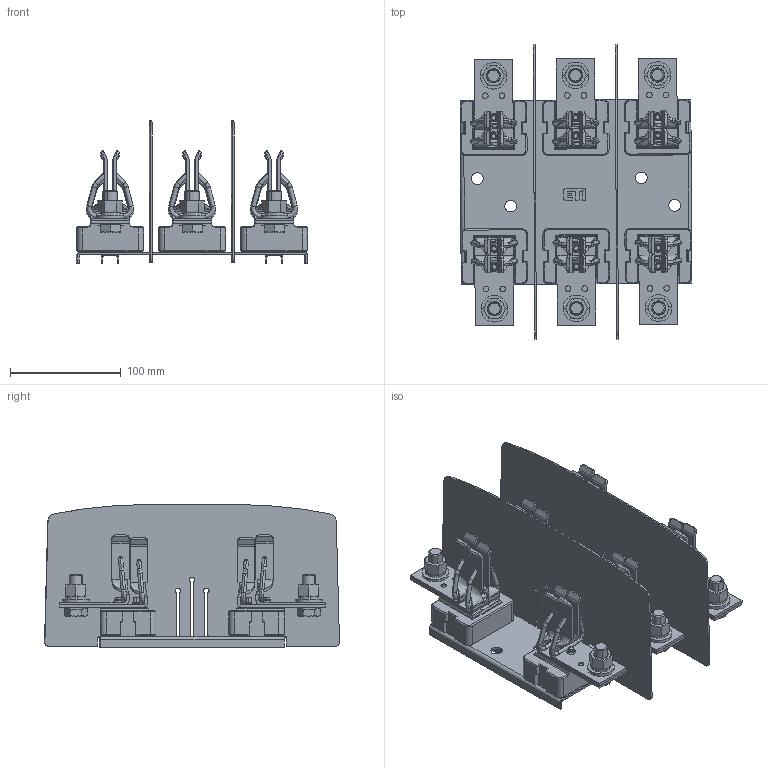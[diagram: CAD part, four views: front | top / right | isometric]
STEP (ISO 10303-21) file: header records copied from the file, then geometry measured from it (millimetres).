
FILE_DESCRIPTION((''),'2;1');
FILE_NAME('123_ASM','2023-10-24T09:45:13',('klemen.sitar'),('Audax d.o.o.'),'CREO PARAMETRIC BY PTC INC, 2021304','CREO PARAMETRIC BY PTC INC, 2021304','');
FILE_SCHEMA(('AP242_MANAGED_MODEL_BASED_3D_ENGINEERING_MIM_LF { 1 0 10303 442 1 1 4 }'));
Products named in the file (30): 0000039231_1_1; BARRIER_1_ASM_1_ASM; 0000032892_AF0_1_1_1_1_1_1_1_2; 0000032892_AF0_1_1_1_2_1_1_1__2; PRT0002_1_1_1_1_1_2; PRT0004; BASE_1_ASM_1_ASM; 0000038658_1_1_1_1_1_1_1_2; 0000038459_1_1_1_1; 0000038462_1_1_1_1; 0000038678_1_1_1_1; 0000032606_1_1_2_3_1_1_1; 0000033927_1_1_1_1_2_1_1; 0000032770_1_1_1_1_2_1_1; 0000032788_1_1_1_1_2_1_1; 0000032765_1_1_1_1_2_1_1; M12_TOP_ASM; TOP_1_ASM_1_ASM; 0000032606_1_1_2_3_1_1; 0000038459_1_1_1; 0000038462_1_1_1; 0000038678_1_1_1; 0000033927_1_1_1_1_2_1; 0000032770_1_1_1_1_2_1; 0000032788_1_1_1_1_2_1; 0000032765_1_1_1_1_2_1; M12_BOT_ASM; BOT_1_ASM_1_ASM; COMBO_ASM_1_ASM; 123_ASM
Assembly tree (37 placements, depth 5):
  123_ASM
    BARRIER_1_ASM_1_ASM
      0000039231_1_1  x2
    BASE_1_ASM_1_ASM
      0000032892_AF0_1_1_1_1_1_1_1_2
      0000032892_AF0_1_1_1_2_1_1_1__2
      PRT0002_1_1_1_1_1_2
      PRT0004
    COMBO_ASM_1_ASM  x3
      TOP_1_ASM_1_ASM
        0000038658_1_1_1_1_1_1_1_2
        0000038459_1_1_1_1
        0000038462_1_1_1_1
        0000038678_1_1_1_1  x2
        0000032606_1_1_2_3_1_1_1  x2
        M12_TOP_ASM
          0000033927_1_1_1_1_2_1_1
          0000032770_1_1_1_1_2_1_1
          0000032788_1_1_1_1_2_1_1
          0000032765_1_1_1_1_2_1_1
      BOT_1_ASM_1_ASM
        0000038658_1_1_1_1_1_1_1_2
        0000032606_1_1_2_3_1_1  x2
        0000038459_1_1_1
        0000038462_1_1_1
        0000038678_1_1_1  x2
        M12_BOT_ASM
          0000033927_1_1_1_1_2_1
          0000032770_1_1_1_1_2_1
          0000032788_1_1_1_1_2_1
          0000032765_1_1_1_1_2_1
Bounding box: 208.71 x 266.11 x 129 mm (x, y, z)
Volume: 787037.3 mm3; surface area: 462178.7 mm2
Topology: 74 solids, 116 shells, 2955 faces, 7362 edges, 4708 vertices
Faces by surface type: plane 1561, cylinder 794, cone 288, torus 180, bspline 132
Entity records: 72224 total; most frequent: CARTESIAN_POINT 37215, DIRECTION 4776, ORIENTED_EDGE 4572, PRESENTATION_STYLE_ASSIGNMENT 2383, STYLED_ITEM 2383, EDGE_CURVE 2306, CURVE_STYLE 2062, AXIS2_PLACEMENT_3D 1743
